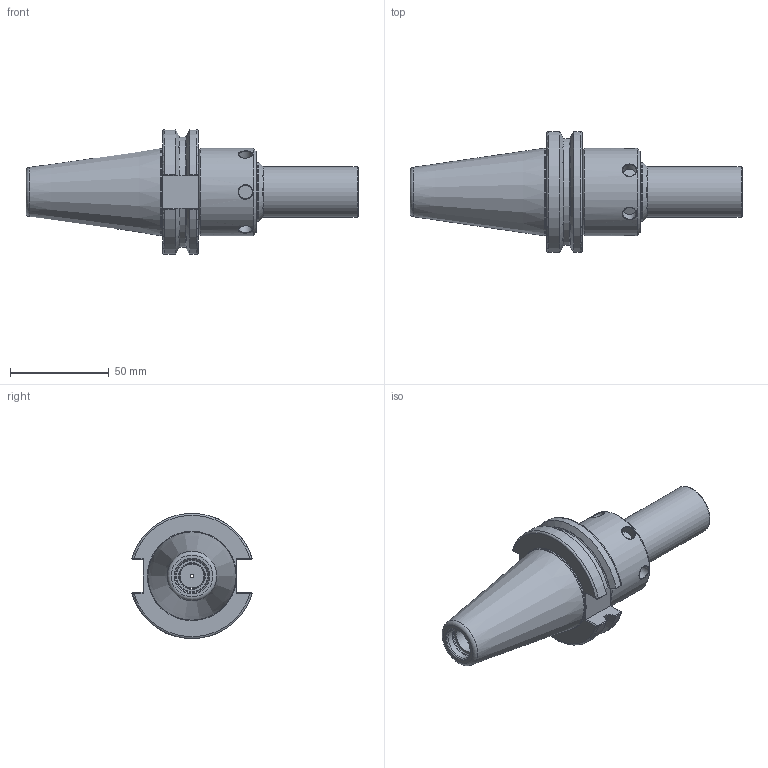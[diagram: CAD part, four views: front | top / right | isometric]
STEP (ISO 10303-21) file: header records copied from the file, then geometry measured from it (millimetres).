
FILE_DESCRIPTION(/* description */ (''),/* implementation_level */ '2;1');
FILE_NAME(/* name */ 'DCAT40-VX12-0394.stp',/* time_stamp */ '2019-07-12T10:34:26-05:00',/* author */ ('ldfli'),/* organization */ ('Pioneer N.A.'),/* preprocessor_version */ 'ST-DEVELOPER v18',/* originating_system */ 'Autodesk Inventor LT',/* authorisation */ '');
FILE_SCHEMA (('AUTOMOTIVE_DESIGN { 1 0 10303 214 3 1 1 }'));
Length unit declared in the file: millimetre
Products named in the file (1): DCAT40-VX12-0394
Bounding box: 168.25 x 61.14 x 63.31 mm (x, y, z)
Volume: 151158.5 mm3; surface area: 43604.7 mm2
Topology: 4 solids, 4 shells, 171 faces, 470 edges, 324 vertices
Faces by surface type: plane 62, cylinder 45, torus 23, bspline 22, cone 19
Full cylindrical faces by diameter (mm): 2 x4, 6.03 x1, 6.9 x6, 10 x2, 11.04 x1, 12.69 x2, 13 x1, 13.386 x1, 16 x1, 16.28 x1, 16.5 x1, 16.78 x1, 17.5 x1, 25.4 x1, 28.6 x1, 29.979 x1, 30 x1, 30.05 x1, 38.5 x1, 40 x1, 40.5 x1, 44.45 x2
Entity records: 7215 total; most frequent: CARTESIAN_POINT 2727, ORIENTED_EDGE 940, DIRECTION 909, EDGE_CURVE 470, AXIS2_PLACEMENT_3D 371, VERTEX_POINT 324, CIRCLE 221, EDGE_LOOP 202
